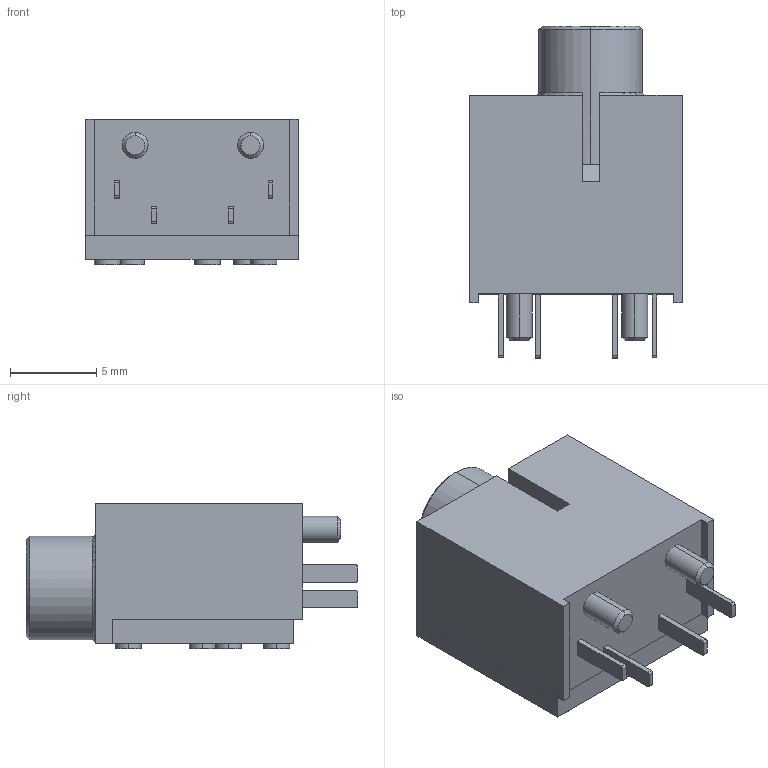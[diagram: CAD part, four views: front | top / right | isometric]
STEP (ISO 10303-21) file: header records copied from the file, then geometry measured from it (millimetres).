
FILE_DESCRIPTION (( 'STEP AP214' ), '1' );
FILE_NAME ('47257-0001.STEP', '2023-02-18T22:05:35', ( '' ), ( '' ), 'SwSTEP 2.0', 'SolidWorks 2021', '' );
FILE_SCHEMA (( 'AUTOMOTIVE_DESIGN' ));
Length unit declared in the file: millimetre
Products named in the file (1): 47257-0001
Bounding box: 12.3 x 19.2 x 8.4 mm (x, y, z)
Volume: 1228.5 mm3; surface area: 1185.6 mm2
Topology: 6 solids, 6 shells, 111 faces, 244 edges, 160 vertices
Faces by surface type: plane 62, cylinder 40, cone 8, torus 1
Entity records: 3170 total; most frequent: DIRECTION 557, CARTESIAN_POINT 546, ORIENTED_EDGE 488, EDGE_CURVE 244, AXIS2_PLACEMENT_3D 203, VERTEX_POINT 160, LINE 151, VECTOR 151
